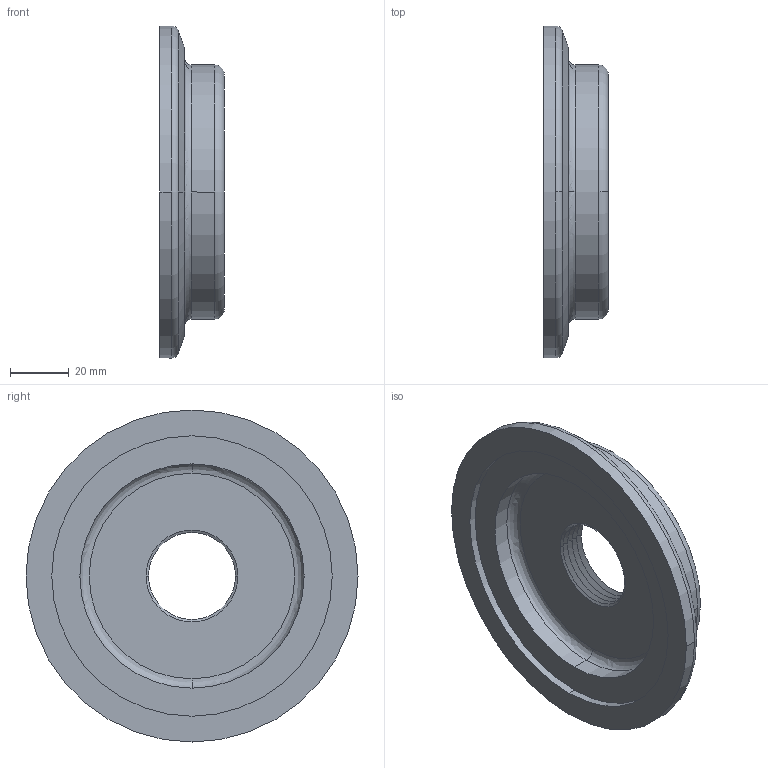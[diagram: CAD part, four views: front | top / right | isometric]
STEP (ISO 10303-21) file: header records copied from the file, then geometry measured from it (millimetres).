
FILE_DESCRIPTION((''),'2;1');
FILE_NAME('M300PLG100.stp','2012-12-20T08:09:21',(''),(''),'Mechanical Desktop 2009','Mechanical Desktop 2009',', , ');
FILE_SCHEMA(('CONFIG_CONTROL_DESIGN'));
Length unit declared in the file: inch
Products named in the file (1): DRAWING2
Bounding box: 21.84 x 112.78 x 112.78 mm (x, y, z)
Volume: 92188.2 mm3; surface area: 27990.8 mm2
Topology: 1 solids, 1 shells, 43 faces, 96 edges, 58 vertices
Faces by surface type: cone 22, cylinder 8, plane 5, torus 4, bspline 4
Entity records: 1473 total; most frequent: CARTESIAN_POINT 374, DIRECTION 242, ORIENTED_EDGE 192, AXIS2_PLACEMENT_3D 106, EDGE_CURVE 96, CIRCLE 66, VERTEX_POINT 58, EDGE_LOOP 48
